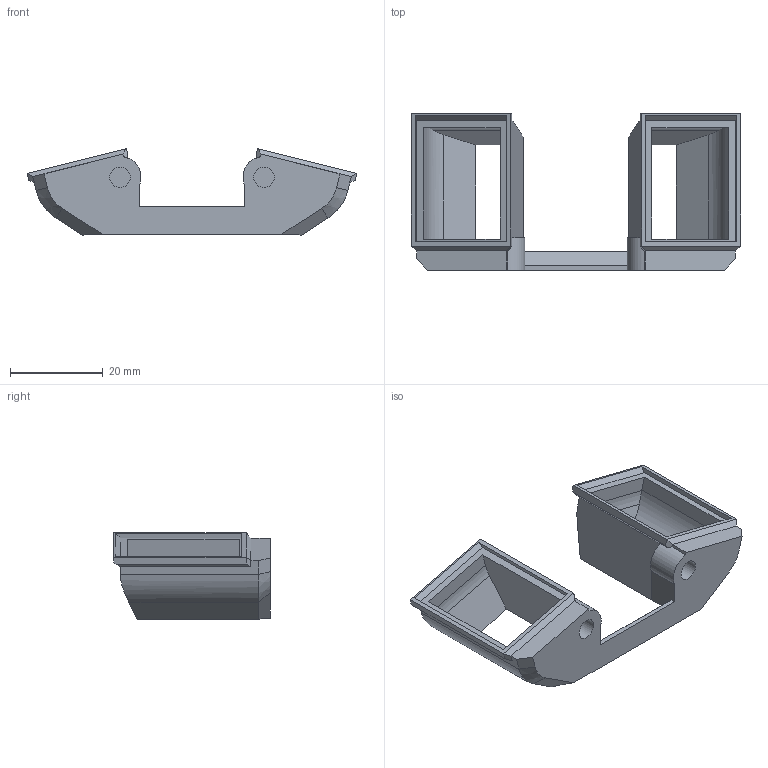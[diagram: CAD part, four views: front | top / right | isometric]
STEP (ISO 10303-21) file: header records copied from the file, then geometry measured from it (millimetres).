
FILE_DESCRIPTION(/* description */ (''),/* implementation_level */ '2;1');
FILE_NAME(/* name */ '5020 Duct.step',/* time_stamp */ '2024-05-06T20:23:54+08:00',/* author */ (''),/* organization */ (''),/* preprocessor_version */ 'ST-DEVELOPER v20',/* originating_system */ 'Autodesk Translation Framework v12.20.1.177',/* authorisation */ '');
FILE_SCHEMA (('AUTOMOTIVE_DESIGN { 1 0 10303 214 3 1 1 }'));
Length unit declared in the file: millimetre
Products named in the file (1): 5020 Duct
Bounding box: 70.98 x 33.7 x 18.71 mm (x, y, z)
Volume: 7511.2 mm3; surface area: 7496.5 mm2
Topology: 1 solids, 1 shells, 87 faces, 223 edges, 142 vertices
Faces by surface type: plane 73, cylinder 12, cone 2
Full cylindrical faces by diameter (mm): 4.4 x2
Entity records: 2642 total; most frequent: CARTESIAN_POINT 477, ORIENTED_EDGE 446, DIRECTION 423, EDGE_CURVE 223, LINE 191, VECTOR 191, VERTEX_POINT 142, AXIS2_PLACEMENT_3D 116
